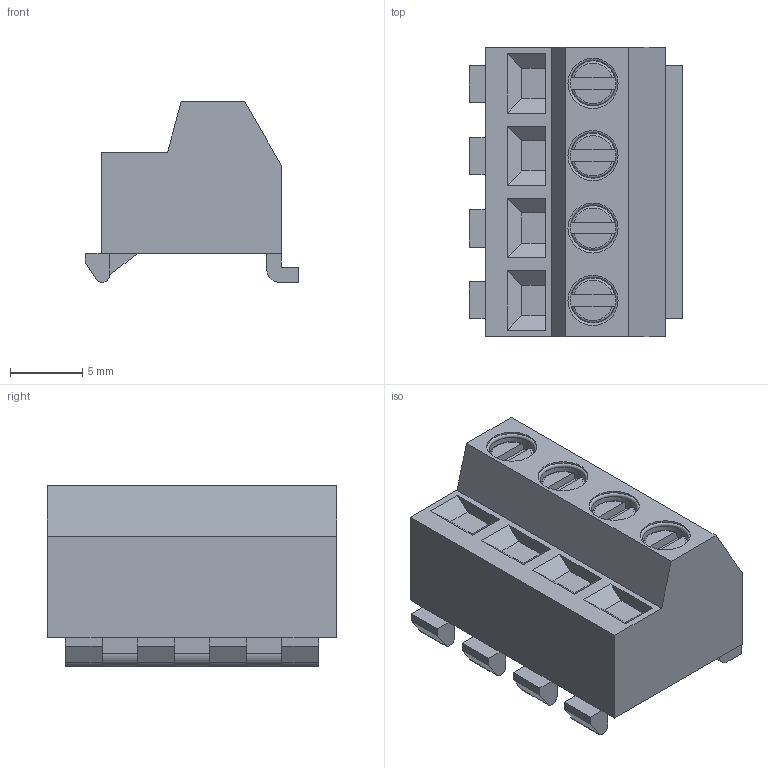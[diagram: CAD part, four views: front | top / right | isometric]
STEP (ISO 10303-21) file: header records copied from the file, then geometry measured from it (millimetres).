
FILE_DESCRIPTION( ( 'STEP AP214' ), '1' );
FILE_NAME( 'MD110-50004-20230307.stp', '2023-03-07T09:00:04', ( ' ' ), ( ' ' ), 'XStep 1.0', ' ', ' ' );
FILE_SCHEMA( ( 'CONFIG_CONTROL_DESIGN) ( )' ) );
Length unit declared in the file: metre
Products named in the file (1): 1
Bounding box: 14.75 x 20 x 12.5 mm (x, y, z)
Volume: 1724.3 mm3; surface area: 2756.5 mm2
Topology: 1 solids, 1 shells, 468 faces, 1334 edges, 868 vertices
Faces by surface type: plane 315, cylinder 117, torus 16, bspline 12, cone 8
Full cylindrical faces by diameter (mm): 1.7 x4, 2.7 x4, 3.46 x8
Entity records: 19877 total; most frequent: CARTESIAN_POINT 7849, ORIENTED_EDGE 2588, DIRECTION 2386, EDGE_CURVE 1294, LINE 924, VECTOR 924, VERTEX_POINT 860, AXIS2_PLACEMENT_3D 731
